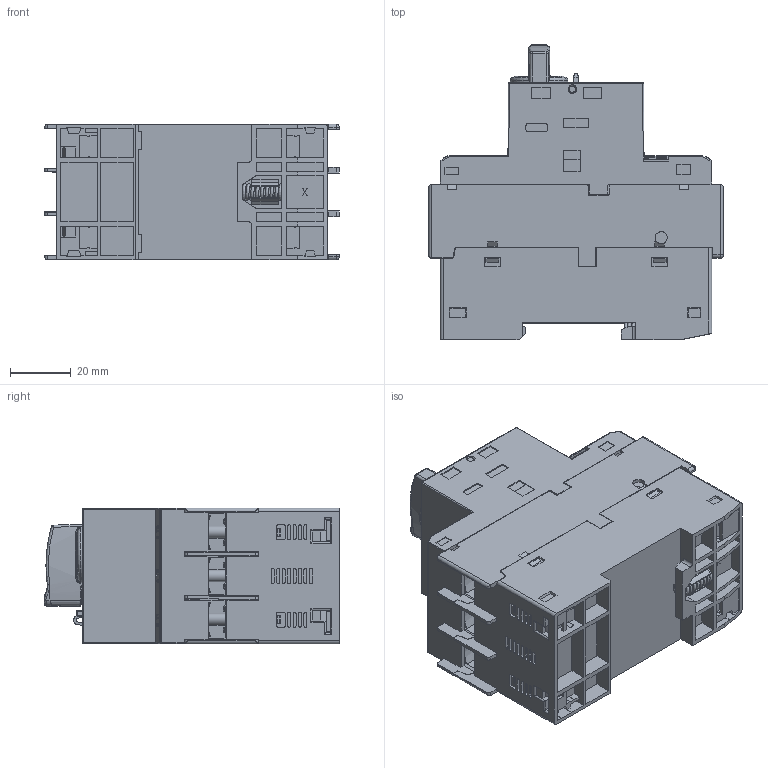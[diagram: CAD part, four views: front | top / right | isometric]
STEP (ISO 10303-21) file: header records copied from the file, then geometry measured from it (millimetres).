
FILE_DESCRIPTION((''),'2;1');
FILE_NAME('MPE_25','2018-05-11T',('luka.skrinjar'),('Audax d.o.o.'),'CREO PARAMETRIC BY PTC INC, 2016050','CREO PARAMETRIC BY PTC INC, 2016050','');
FILE_SCHEMA(('AUTOMOTIVE_DESIGN { 1 0 10303 214 1 1 1 1 }'));
Products named in the file (1): MPE_25
Bounding box: 97.2 x 97.48 x 44.8 mm (x, y, z)
Volume: 259945.7 mm3; surface area: 58102.4 mm2
Topology: 1 solids, 37 shells, 2533 faces, 7065 edges, 4644 vertices
Faces by surface type: plane 1697, cylinder 449, extrusion 99, torus 98, bspline 78, cone 65, sphere 47
Entity records: 112357 total; most frequent: CARTESIAN_POINT 30513, ORIENTED_EDGE 13913, DIRECTION 11658, EDGE_CURVE 7000, VECTOR 4938, LINE 4839, VERTEX_POINT 4644, AXIS2_PLACEMENT_3D 3360
